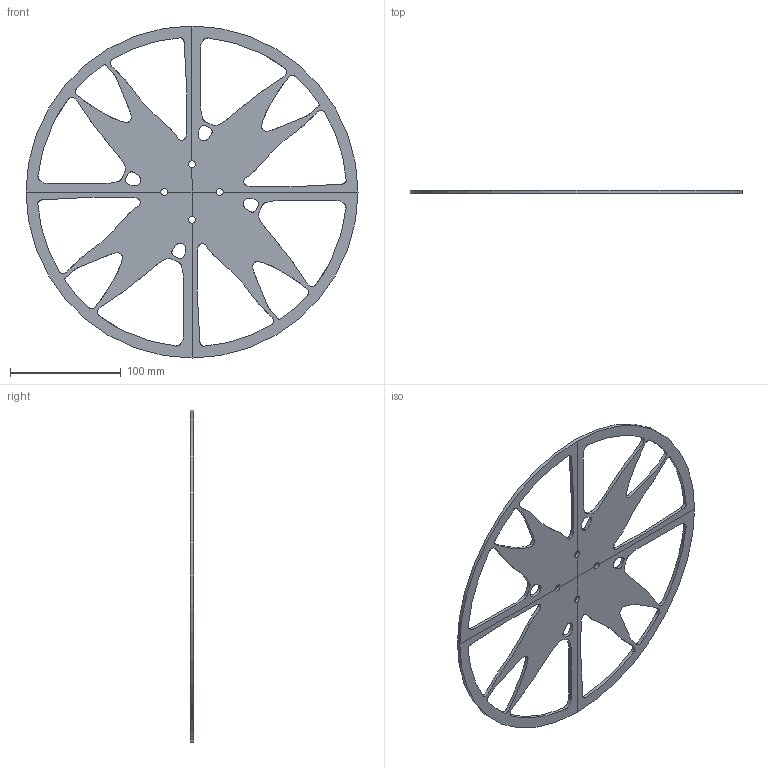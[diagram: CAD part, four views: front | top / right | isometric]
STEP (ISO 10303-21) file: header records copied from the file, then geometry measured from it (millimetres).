
FILE_DESCRIPTION(/* description */ (''),/* implementation_level */ '2;1');
FILE_NAME(/* name */ 'TopologyPlate2.step',/* time_stamp */ '2025-11-14T10:57:16-05:00',/* author */ (''),/* organization */ (''),/* preprocessor_version */ 'ST-DEVELOPER v20.1',/* originating_system */ 'Autodesk Translation Framework v14.21.0.0',/* authorisation */ '');
FILE_SCHEMA (('AUTOMOTIVE_DESIGN { 1 0 10303 214 3 1 1 }'));
Length unit declared in the file: centimetre
Products named in the file (1): TopologyPlate2
Bounding box: 300 x 3 x 300 mm (x, y, z)
Volume: 101020.8 mm3; surface area: 78867.7 mm2
Topology: 1 solids, 1 shells, 70 faces, 222 edges, 142 vertices
Faces by surface type: bspline 32, cylinder 25, plane 13
Full cylindrical faces by diameter (mm): 6.2 x4, 300 x1
Entity records: 4271 total; most frequent: CARTESIAN_POINT 2251, ORIENTED_EDGE 476, DIRECTION 325, EDGE_CURVE 238, VERTEX_POINT 158, AXIS2_PLACEMENT_3D 120, EDGE_LOOP 98, LINE 85
